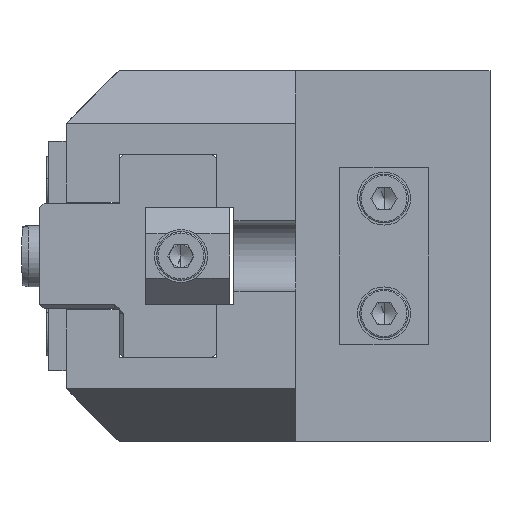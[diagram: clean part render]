
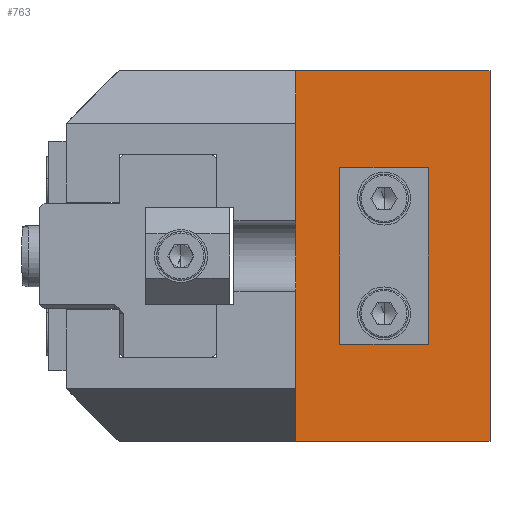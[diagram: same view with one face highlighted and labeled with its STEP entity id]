
A CAD part, left-side view. The second image highlights one B-rep face of the part: STEP entity #763.
In plain terms, the highlighted planar face has unit normal (-1, 0, 0).
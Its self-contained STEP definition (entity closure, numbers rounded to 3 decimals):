
#763 = ADVANCED_FACE ( 'NONE', ( #12571, #12562, #12575 ), #13458, .F. ) ;
#1909 = AXIS2_PLACEMENT_3D ( 'NONE', #13459, #13460, #13461 ) ;
#2436 = AXIS2_PLACEMENT_3D ( 'NONE', #9677, #9685, #9686 ) ;
#2440 = AXIS2_PLACEMENT_3D ( 'NONE', #9687, #9688, #9689 ) ;
#2520 = AXIS2_PLACEMENT_3D ( 'NONE', #11603, #11614, #11615 ) ;
#2530 = AXIS2_PLACEMENT_3D ( 'NONE', #11700, #11708, #11709 ) ;
#2783 = CARTESIAN_POINT ( 'NONE',  ( -32., -2., 21. ) ) ;
#2791 = DIRECTION ( 'NONE',  ( 0., 1., 0. ) ) ;
#4019 = VECTOR ( 'NONE', #2791, 1000. ) ;
#4023 = LINE ( 'NONE', #2783, #4019 ) ;
#4669 = LINE ( 'NONE', #9339, #4670 ) ;
#4670 = VECTOR ( 'NONE', #9340, 1000. ) ;
#4745 = LINE ( 'NONE', #9499, #4746 ) ;
#4746 = VECTOR ( 'NONE', #9500, 1000. ) ;
#4761 = LINE ( 'NONE', #9515, #4763 ) ;
#4763 = VECTOR ( 'NONE', #9527, 1000. ) ;
#4770 = LINE ( 'NONE', #9556, #4801 ) ;
#4801 = VECTOR ( 'NONE', #9573, 1000. ) ;
#4874 = CIRCLE ( 'NONE', #2436, 1.25 ) ;
#4875 = CIRCLE ( 'NONE', #2440, 1.25 ) ;
#5029 = ORIENTED_EDGE ( 'NONE', *, *, #8402, .F. ) ;
#5121 = ORIENTED_EDGE ( 'NONE', *, *, #8448, .F. ) ;
#5451 = ORIENTED_EDGE ( 'NONE', *, *, #20192, .F. ) ;
#5476 = ORIENTED_EDGE ( 'NONE', *, *, #6598, .T. ) ;
#5540 = ORIENTED_EDGE ( 'NONE', *, *, #8370, .F. ) ;
#6598 = EDGE_CURVE ( 'NONE', #18042, #8551, #4023, .T. ) ;
#6704 = ORIENTED_EDGE ( 'NONE', *, *, #8381, .F. ) ;
#6803 = ORIENTED_EDGE ( 'NONE', *, *, #20235, .F. ) ;
#6831 = ORIENTED_EDGE ( 'NONE', *, *, #8323, .F. ) ;
#6848 = ORIENTED_EDGE ( 'NONE', *, *, #8449, .F. ) ;
#8323 = EDGE_CURVE ( 'NONE', #8571, #8559, #4669, .T. ) ;
#8370 = EDGE_CURVE ( 'NONE', #8559, #18145, #4745, .T. ) ;
#8381 = EDGE_CURVE ( 'NONE', #18042, #8571, #4761, .T. ) ;
#8402 = EDGE_CURVE ( 'NONE', #18145, #8551, #4770, .T. ) ;
#8448 = EDGE_CURVE ( 'NONE', #17962, #17942, #4874, .T. ) ;
#8449 = EDGE_CURVE ( 'NONE', #18026, #17952, #4875, .T. ) ;
#8551 = VERTEX_POINT ( 'NONE', #9827 ) ;
#8559 = VERTEX_POINT ( 'NONE', #9831 ) ;
#8571 = VERTEX_POINT ( 'NONE', #9840 ) ;
#9339 = CARTESIAN_POINT ( 'NONE',  ( -32., -2., -21. ) ) ;
#9340 = DIRECTION ( 'NONE',  ( 0., 1., 0. ) ) ;
#9499 = CARTESIAN_POINT ( 'NONE',  ( -32., -2., -21. ) ) ;
#9500 = DIRECTION ( 'NONE',  ( 0., 0., 1. ) ) ;
#9515 = CARTESIAN_POINT ( 'NONE',  ( -32., -24., 21. ) ) ;
#9527 = DIRECTION ( 'NONE',  ( 0., 0., -1. ) ) ;
#9556 = CARTESIAN_POINT ( 'NONE',  ( -32., -2., -21. ) ) ;
#9573 = DIRECTION ( 'NONE',  ( 0., 0., 1. ) ) ;
#9677 = CARTESIAN_POINT ( 'NONE',  ( -32., -12., -6.5 ) ) ;
#9685 = DIRECTION ( 'NONE',  ( -1., 0., 0. ) ) ;
#9686 = DIRECTION ( 'NONE',  ( 0., 0., 1. ) ) ;
#9687 = CARTESIAN_POINT ( 'NONE',  ( -32., -12., 6.5 ) ) ;
#9688 = DIRECTION ( 'NONE',  ( -1., 0., 0. ) ) ;
#9689 = DIRECTION ( 'NONE',  ( 0., 0., 1. ) ) ;
#9827 = CARTESIAN_POINT ( 'NONE',  ( -32., -2., 21. ) ) ;
#9831 = CARTESIAN_POINT ( 'NONE',  ( -32., -2., -21. ) ) ;
#9840 = CARTESIAN_POINT ( 'NONE',  ( -32., -24., -21. ) ) ;
#10278 = CARTESIAN_POINT ( 'NONE',  ( -32., -12., -7.75 ) ) ;
#10288 = CARTESIAN_POINT ( 'NONE',  ( -32., -12., 5.25 ) ) ;
#10298 = CARTESIAN_POINT ( 'NONE',  ( -32., -12., -5.25 ) ) ;
#10362 = CARTESIAN_POINT ( 'NONE',  ( -32., -12., 7.75 ) ) ;
#10378 = CARTESIAN_POINT ( 'NONE',  ( -32., -24., 21. ) ) ;
#10481 = CARTESIAN_POINT ( 'NONE',  ( -32., -2., 0. ) ) ;
#11078 = CIRCLE ( 'NONE', #2520, 1.25 ) ;
#11133 = CIRCLE ( 'NONE', #2530, 1.25 ) ;
#11603 = CARTESIAN_POINT ( 'NONE',  ( -32., -12., -6.5 ) ) ;
#11614 = DIRECTION ( 'NONE',  ( -1., 0., 0. ) ) ;
#11615 = DIRECTION ( 'NONE',  ( 0., 0., 1. ) ) ;
#11700 = CARTESIAN_POINT ( 'NONE',  ( -32., -12., 6.5 ) ) ;
#11708 = DIRECTION ( 'NONE',  ( -1., 0., 0. ) ) ;
#11709 = DIRECTION ( 'NONE',  ( 0., 0., 1. ) ) ;
#12562 = FACE_BOUND ( 'NONE', #14130, .T. ) ;
#12571 = FACE_BOUND ( 'NONE', #14169, .T. ) ;
#12575 = FACE_OUTER_BOUND ( 'NONE', #14129, .T. ) ;
#13458 = PLANE ( 'NONE',  #1909 ) ;
#13459 = CARTESIAN_POINT ( 'NONE',  ( -32., -2., -21. ) ) ;
#13460 = DIRECTION ( 'NONE',  ( 1., 0., 0. ) ) ;
#13461 = DIRECTION ( 'NONE',  ( 0., 1., 0. ) ) ;
#14129 = EDGE_LOOP ( 'NONE', ( #6831, #6704, #5476, #5029, #5540 ) ) ;
#14130 = EDGE_LOOP ( 'NONE', ( #6848, #6803 ) ) ;
#14169 = EDGE_LOOP ( 'NONE', ( #5121, #5451 ) ) ;
#17942 = VERTEX_POINT ( 'NONE', #10278 ) ;
#17952 = VERTEX_POINT ( 'NONE', #10288 ) ;
#17962 = VERTEX_POINT ( 'NONE', #10298 ) ;
#18026 = VERTEX_POINT ( 'NONE', #10362 ) ;
#18042 = VERTEX_POINT ( 'NONE', #10378 ) ;
#18145 = VERTEX_POINT ( 'NONE', #10481 ) ;
#20192 = EDGE_CURVE ( 'NONE', #17942, #17962, #11078, .T. ) ;
#20235 = EDGE_CURVE ( 'NONE', #17952, #18026, #11133, .T. ) ;
